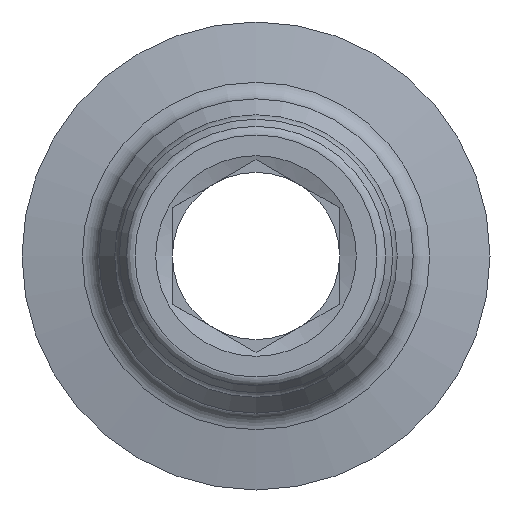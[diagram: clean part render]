
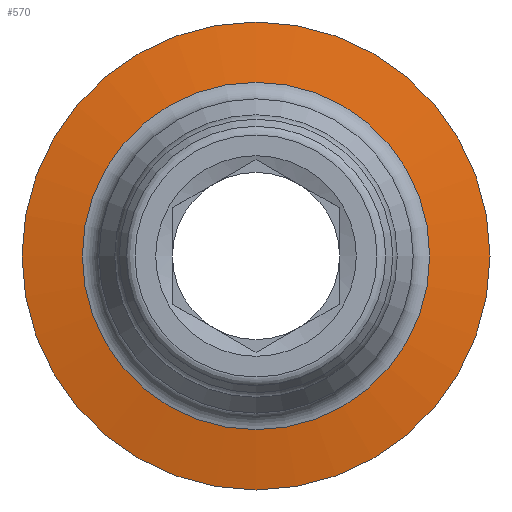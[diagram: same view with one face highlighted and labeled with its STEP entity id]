
A CAD part, left-side view. The second image highlights one B-rep face of the part: STEP entity #570.
In plain terms, the highlighted conical face has half-angle 80 degrees and reference radius 5.85 mm.
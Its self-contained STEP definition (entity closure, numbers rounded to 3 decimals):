
#32=CONICAL_SURFACE('',#666,5.85,1.396);
#51=CIRCLE('',#663,5.196);
#54=CIRCLE('',#667,7.);
#88=FACE_OUTER_BOUND('',#123,.T.);
#123=EDGE_LOOP('',(#425,#426,#427,#428));
#163=LINE('',#996,#197);
#197=VECTOR('',#789,5.85);
#252=VERTEX_POINT('',#989);
#254=VERTEX_POINT('',#995);
#313=EDGE_CURVE('',#252,#252,#51,.T.);
#316=EDGE_CURVE('',#252,#254,#163,.T.);
#317=EDGE_CURVE('',#254,#254,#54,.T.);
#425=ORIENTED_EDGE('',*,*,#313,.F.);
#426=ORIENTED_EDGE('',*,*,#316,.T.);
#427=ORIENTED_EDGE('',*,*,#317,.T.);
#428=ORIENTED_EDGE('',*,*,#316,.F.);
#570=ADVANCED_FACE('',(#88),#32,.T.);
#663=AXIS2_PLACEMENT_3D('',#990,#781,#782);
#666=AXIS2_PLACEMENT_3D('',#994,#787,#788);
#667=AXIS2_PLACEMENT_3D('',#997,#790,#791);
#781=DIRECTION('center_axis',(-1.,0.,0.));
#782=DIRECTION('ref_axis',(0.,0.,-1.));
#787=DIRECTION('center_axis',(1.,0.,0.));
#788=DIRECTION('ref_axis',(0.,0.,1.));
#789=DIRECTION('',(0.174,0.,-0.985));
#790=DIRECTION('center_axis',(-1.,0.,0.));
#791=DIRECTION('ref_axis',(0.,0.,1.));
#989=CARTESIAN_POINT('',(17.887,0.,-5.196));
#990=CARTESIAN_POINT('Origin',(17.887,0.,0.));
#994=CARTESIAN_POINT('Origin',(18.003,0.,0.));
#995=CARTESIAN_POINT('',(18.206,0.,-7.));
#996=CARTESIAN_POINT('',(18.003,0.,-5.85));
#997=CARTESIAN_POINT('Origin',(18.206,0.,0.));
